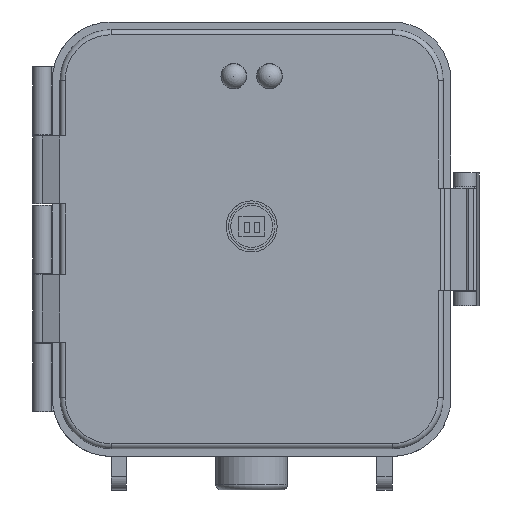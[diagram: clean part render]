
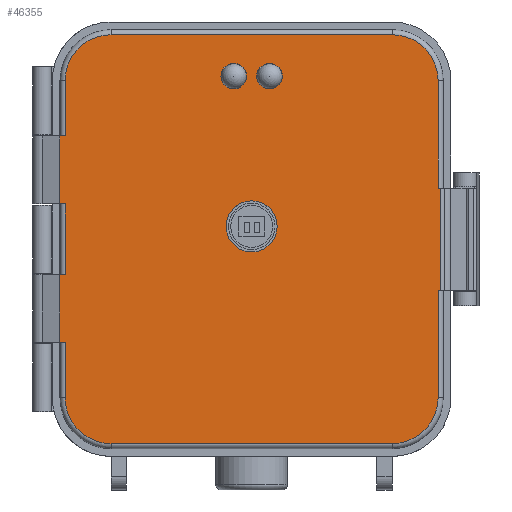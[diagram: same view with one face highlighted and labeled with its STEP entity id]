
A CAD part, top view. The second image highlights one B-rep face of the part: STEP entity #46355.
In plain terms, the highlighted planar face has unit normal (0, 0, 1).
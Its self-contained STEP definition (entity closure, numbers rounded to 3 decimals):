
#2555=FACE_BOUND('',#9208,.T.);
#2556=FACE_BOUND('',#9209,.T.);
#2557=FACE_BOUND('',#9210,.T.);
#4155=PLANE('',#51036);
#6561=FACE_OUTER_BOUND('',#9207,.T.);
#9207=EDGE_LOOP('',(#42931,#42932,#42933,#42934,#42935,#42936,#42937,#42938,
#42939,#42940,#42941,#42942,#42943,#42944,#42945,#42946,#42947,#42948,#42949,
#42950));
#9208=EDGE_LOOP('',(#42951));
#9209=EDGE_LOOP('',(#42952));
#9210=EDGE_LOOP('',(#42953));
#13688=LINE('',#76740,#18314);
#13693=LINE('',#76755,#18319);
#13696=LINE('',#76767,#18322);
#13705=LINE('',#76796,#18331);
#13706=LINE('',#76807,#18332);
#13708=LINE('',#76819,#18334);
#13720=LINE('',#76851,#18346);
#13721=LINE('',#76862,#18347);
#13723=LINE('',#76871,#18349);
#13735=LINE('',#76898,#18361);
#13738=LINE('',#76910,#18364);
#13741=LINE('',#76917,#18367);
#13751=LINE('',#76941,#18377);
#13754=LINE('',#76953,#18380);
#13757=LINE('',#76960,#18383);
#13813=LINE('',#77111,#18439);
#18314=VECTOR('',#63372,10.);
#18319=VECTOR('',#63385,10.);
#18322=VECTOR('',#63398,10.);
#18331=VECTOR('',#63421,10.);
#18332=VECTOR('',#63434,10.);
#18334=VECTOR('',#63448,10.);
#18346=VECTOR('',#63480,10.);
#18347=VECTOR('',#63493,10.);
#18349=VECTOR('',#63505,10.);
#18361=VECTOR('',#63533,10.);
#18364=VECTOR('',#63546,10.);
#18367=VECTOR('',#63555,10.);
#18377=VECTOR('',#63579,10.);
#18380=VECTOR('',#63592,10.);
#18383=VECTOR('',#63601,10.);
#18439=VECTOR('',#63767,10.);
#20083=CIRCLE('',#50901,9.);
#20087=CIRCLE('',#50907,9.);
#20095=CIRCLE('',#50923,9.);
#20099=CIRCLE('',#50929,9.);
#20134=CIRCLE('',#51031,5.);
#20135=CIRCLE('',#51033,2.5);
#20136=CIRCLE('',#51035,2.5);
#24092=VERTEX_POINT('',#76736);
#24094=VERTEX_POINT('',#76739);
#24099=VERTEX_POINT('',#76752);
#24100=VERTEX_POINT('',#76754);
#24104=VERTEX_POINT('',#76766);
#24114=VERTEX_POINT('',#76789);
#24117=VERTEX_POINT('',#76794);
#24119=VERTEX_POINT('',#76799);
#24121=VERTEX_POINT('',#76805);
#24123=VERTEX_POINT('',#76811);
#24124=VERTEX_POINT('',#76816);
#24132=VERTEX_POINT('',#76844);
#24135=VERTEX_POINT('',#76849);
#24137=VERTEX_POINT('',#76854);
#24139=VERTEX_POINT('',#76860);
#24141=VERTEX_POINT('',#76866);
#24148=VERTEX_POINT('',#76897);
#24152=VERTEX_POINT('',#76909);
#24160=VERTEX_POINT('',#76940);
#24164=VERTEX_POINT('',#76952);
#24215=VERTEX_POINT('',#77150);
#24216=VERTEX_POINT('',#77154);
#24217=VERTEX_POINT('',#77158);
#30269=EDGE_CURVE('',#24092,#24094,#13688,.T.);
#30276=EDGE_CURVE('',#24099,#24100,#13693,.T.);
#30282=EDGE_CURVE('',#24100,#24104,#13696,.T.);
#30297=EDGE_CURVE('',#24117,#24114,#13705,.T.);
#30299=EDGE_CURVE('',#24119,#24117,#20083,.T.);
#30302=EDGE_CURVE('',#24121,#24119,#13706,.T.);
#30305=EDGE_CURVE('',#24123,#24121,#20087,.T.);
#30308=EDGE_CURVE('',#24124,#24123,#13708,.T.);
#30324=EDGE_CURVE('',#24135,#24132,#13720,.T.);
#30326=EDGE_CURVE('',#24137,#24135,#20095,.T.);
#30329=EDGE_CURVE('',#24139,#24137,#13721,.T.);
#30332=EDGE_CURVE('',#24141,#24139,#20099,.T.);
#30334=EDGE_CURVE('',#24104,#24141,#13723,.T.);
#30348=EDGE_CURVE('',#24132,#24148,#13735,.T.);
#30354=EDGE_CURVE('',#24152,#24148,#13738,.T.);
#30358=EDGE_CURVE('',#24152,#24092,#13741,.T.);
#30370=EDGE_CURVE('',#24094,#24160,#13751,.T.);
#30376=EDGE_CURVE('',#24164,#24160,#13754,.T.);
#30380=EDGE_CURVE('',#24164,#24124,#13757,.T.);
#30455=EDGE_CURVE('',#24114,#24099,#13813,.T.);
#30475=EDGE_CURVE('',#24215,#24215,#20134,.T.);
#30477=EDGE_CURVE('',#24216,#24216,#20135,.T.);
#30479=EDGE_CURVE('',#24217,#24217,#20136,.T.);
#42931=ORIENTED_EDGE('',*,*,#30358,.F.);
#42932=ORIENTED_EDGE('',*,*,#30354,.T.);
#42933=ORIENTED_EDGE('',*,*,#30348,.F.);
#42934=ORIENTED_EDGE('',*,*,#30324,.F.);
#42935=ORIENTED_EDGE('',*,*,#30326,.F.);
#42936=ORIENTED_EDGE('',*,*,#30329,.F.);
#42937=ORIENTED_EDGE('',*,*,#30332,.F.);
#42938=ORIENTED_EDGE('',*,*,#30334,.F.);
#42939=ORIENTED_EDGE('',*,*,#30282,.F.);
#42940=ORIENTED_EDGE('',*,*,#30276,.F.);
#42941=ORIENTED_EDGE('',*,*,#30455,.F.);
#42942=ORIENTED_EDGE('',*,*,#30297,.F.);
#42943=ORIENTED_EDGE('',*,*,#30299,.F.);
#42944=ORIENTED_EDGE('',*,*,#30302,.F.);
#42945=ORIENTED_EDGE('',*,*,#30305,.F.);
#42946=ORIENTED_EDGE('',*,*,#30308,.F.);
#42947=ORIENTED_EDGE('',*,*,#30380,.F.);
#42948=ORIENTED_EDGE('',*,*,#30376,.T.);
#42949=ORIENTED_EDGE('',*,*,#30370,.F.);
#42950=ORIENTED_EDGE('',*,*,#30269,.F.);
#42951=ORIENTED_EDGE('',*,*,#30475,.T.);
#42952=ORIENTED_EDGE('',*,*,#30477,.T.);
#42953=ORIENTED_EDGE('',*,*,#30479,.T.);
#46355=ADVANCED_FACE('',(#6561,#2555,#2556,#2557),#4155,.T.);
#50901=AXIS2_PLACEMENT_3D('',#76801,#63426,#63427);
#50907=AXIS2_PLACEMENT_3D('',#76813,#63440,#63441);
#50923=AXIS2_PLACEMENT_3D('',#76856,#63485,#63486);
#50929=AXIS2_PLACEMENT_3D('',#76868,#63499,#63500);
#51031=AXIS2_PLACEMENT_3D('',#77152,#63811,#63812);
#51033=AXIS2_PLACEMENT_3D('',#77156,#63816,#63817);
#51035=AXIS2_PLACEMENT_3D('',#77160,#63821,#63822);
#51036=AXIS2_PLACEMENT_3D('',#77161,#63823,#63824);
#63372=DIRECTION('',(0.,1.,0.));
#63385=DIRECTION('',(0.,-1.,0.));
#63398=DIRECTION('',(-1.,0.,0.));
#63421=DIRECTION('',(0.,-1.,0.));
#63426=DIRECTION('center_axis',(0.,0.,-1.));
#63427=DIRECTION('ref_axis',(0.707,0.707,0.));
#63434=DIRECTION('',(1.,0.,0.));
#63440=DIRECTION('center_axis',(0.,0.,-1.));
#63441=DIRECTION('ref_axis',(-0.707,0.707,0.));
#63448=DIRECTION('',(0.,1.,0.));
#63480=DIRECTION('',(0.,1.,0.));
#63485=DIRECTION('center_axis',(0.,0.,-1.));
#63486=DIRECTION('ref_axis',(-0.707,-0.707,0.));
#63493=DIRECTION('',(-1.,0.,0.));
#63499=DIRECTION('center_axis',(0.,0.,-1.));
#63500=DIRECTION('ref_axis',(0.707,-0.707,0.));
#63505=DIRECTION('',(0.,-1.,0.));
#63533=DIRECTION('',(-1.,0.,0.));
#63546=DIRECTION('',(0.,-1.,0.));
#63555=DIRECTION('',(1.,0.,0.));
#63579=DIRECTION('',(-1.,0.,0.));
#63592=DIRECTION('',(0.,-1.,0.));
#63601=DIRECTION('',(1.,0.,0.));
#63767=DIRECTION('',(1.,0.,0.));
#63811=DIRECTION('center_axis',(0.,0.,-1.));
#63812=DIRECTION('ref_axis',(1.,0.,0.));
#63816=DIRECTION('center_axis',(0.,0.,-1.));
#63817=DIRECTION('ref_axis',(1.,0.,0.));
#63821=DIRECTION('center_axis',(0.,0.,-1.));
#63822=DIRECTION('ref_axis',(1.,0.,0.));
#63823=DIRECTION('center_axis',(0.,0.,1.));
#63824=DIRECTION('ref_axis',(1.,0.,0.));
#76736=CARTESIAN_POINT('',(-36.5,-6.9,3.));
#76739=CARTESIAN_POINT('',(-36.5,6.9,3.));
#76740=CARTESIAN_POINT('',(-36.5,15.5,3.));
#76752=CARTESIAN_POINT('',(36.914,10.,3.));
#76754=CARTESIAN_POINT('',(36.914,-10.,3.));
#76755=CARTESIAN_POINT('',(36.914,31.,3.));
#76766=CARTESIAN_POINT('',(36.5,-10.,3.));
#76767=CARTESIAN_POINT('',(20.375,-10.,3.));
#76789=CARTESIAN_POINT('',(36.5,10.,3.));
#76794=CARTESIAN_POINT('',(36.5,31.,3.));
#76796=CARTESIAN_POINT('',(36.5,-15.5,3.));
#76799=CARTESIAN_POINT('',(27.5,40.,3.));
#76801=CARTESIAN_POINT('Origin',(27.5,31.,3.));
#76805=CARTESIAN_POINT('',(-27.5,40.,3.));
#76807=CARTESIAN_POINT('',(13.75,40.,3.));
#76811=CARTESIAN_POINT('',(-36.5,31.,3.));
#76813=CARTESIAN_POINT('Origin',(-27.5,31.,3.));
#76816=CARTESIAN_POINT('',(-36.5,20.2,3.));
#76819=CARTESIAN_POINT('',(-36.5,15.5,3.));
#76844=CARTESIAN_POINT('',(-36.5,-20.2,3.));
#76849=CARTESIAN_POINT('',(-36.5,-31.,3.));
#76851=CARTESIAN_POINT('',(-36.5,15.5,3.));
#76854=CARTESIAN_POINT('',(-27.5,-40.,3.));
#76856=CARTESIAN_POINT('Origin',(-27.5,-31.,3.));
#76860=CARTESIAN_POINT('',(27.5,-40.,3.));
#76862=CARTESIAN_POINT('',(-13.75,-40.,3.));
#76866=CARTESIAN_POINT('',(36.5,-31.,3.));
#76868=CARTESIAN_POINT('Origin',(27.5,-31.,3.));
#76871=CARTESIAN_POINT('',(36.5,-15.5,3.));
#76897=CARTESIAN_POINT('',(-37.5,-20.2,3.));
#76898=CARTESIAN_POINT('',(-20.075,-20.2,3.));
#76909=CARTESIAN_POINT('',(-37.5,-6.9,3.));
#76910=CARTESIAN_POINT('',(-37.5,-31.,3.));
#76917=CARTESIAN_POINT('',(-20.075,-6.9,3.));
#76940=CARTESIAN_POINT('',(-37.5,6.9,3.));
#76941=CARTESIAN_POINT('',(-20.075,6.9,3.));
#76952=CARTESIAN_POINT('',(-37.5,20.2,3.));
#76953=CARTESIAN_POINT('',(-37.5,-31.,3.));
#76960=CARTESIAN_POINT('',(-20.075,20.2,3.));
#77111=CARTESIAN_POINT('',(20.375,10.,3.));
#77150=CARTESIAN_POINT('',(-5.,2.5,3.));
#77152=CARTESIAN_POINT('Origin',(0.,2.5,3.));
#77154=CARTESIAN_POINT('',(-6.,31.9,3.));
#77156=CARTESIAN_POINT('Origin',(-3.5,31.9,3.));
#77158=CARTESIAN_POINT('',(1.,31.9,3.));
#77160=CARTESIAN_POINT('Origin',(3.5,31.9,3.));
#77161=CARTESIAN_POINT('Origin',(0.,0.,3.));
